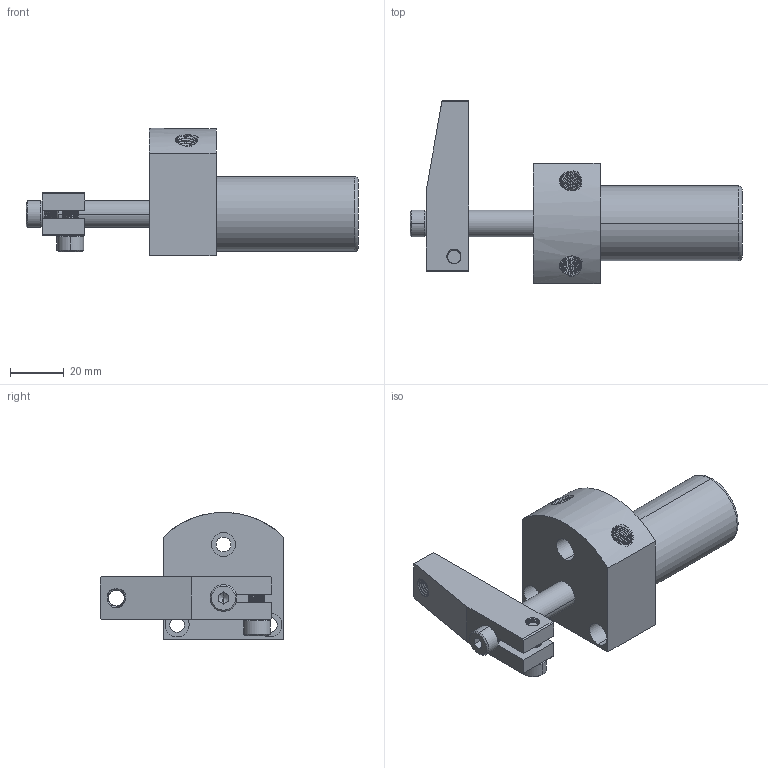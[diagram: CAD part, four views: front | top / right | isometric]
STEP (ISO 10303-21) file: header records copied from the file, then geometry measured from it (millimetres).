
FILE_DESCRIPTION (( 'STEP AP214' ), '1' );
FILE_NAME ('050-22_asm.STEP', '2019-05-21T06:49:51', ( '' ), ( '' ), 'SwSTEP 2.0', 'SolidWorks 2016', '' );
FILE_SCHEMA (( 'AUTOMOTIVE_DESIGN' ));
Length unit declared in the file: millimetre
Products named in the file (5): M6LC; 050-22YB; 050-22HSG; 050-22BT; 050-22_asm
Assembly tree (5 placements, depth 2):
  050-22_asm
    050-22BT
    050-22HSG
    050-22YB
    M6LC  x2
Bounding box: 124 x 68.5 x 47.48 mm (x, y, z)
Volume: 90850 mm3; surface area: 29927.1 mm2
Topology: 5 solids, 5 shells, 449 faces, 1282 edges, 853 vertices
Faces by surface type: cylinder 267, plane 77, bspline 69, cone 22, torus 14
Entity records: 50599 total; most frequent: CARTESIAN_POINT 41788, ORIENTED_EDGE 2156, DIRECTION 1237, EDGE_CURVE 1078, VERTEX_POINT 726, B_SPLINE_CURVE_WITH_KNOTS 615, AXIS2_PLACEMENT_3D 455, EDGE_LOOP 410
